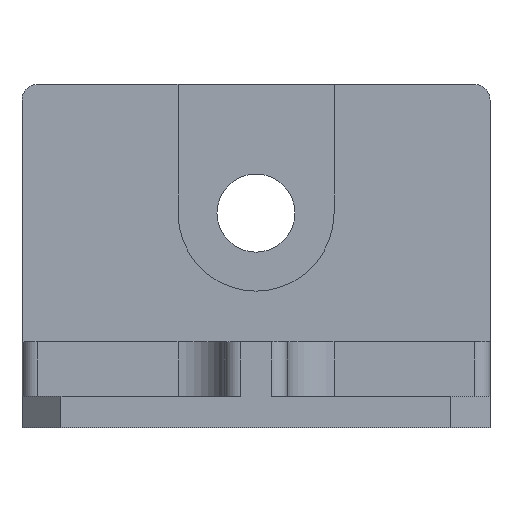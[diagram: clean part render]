
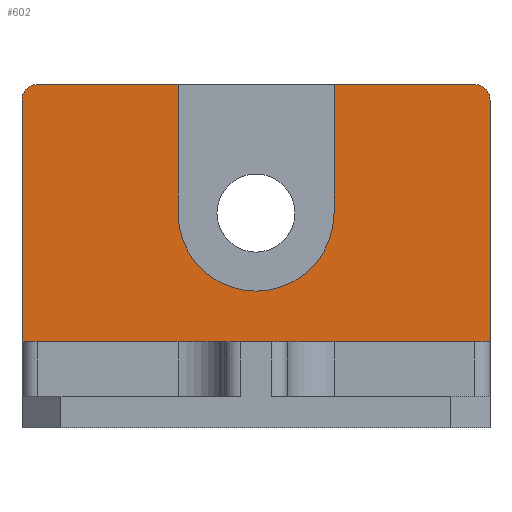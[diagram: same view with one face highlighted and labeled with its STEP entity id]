
A CAD part, front view. The second image highlights one B-rep face of the part: STEP entity #602.
In plain terms, the highlighted planar face has unit normal (0, -1, 0).
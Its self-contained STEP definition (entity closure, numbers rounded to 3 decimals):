
#18=LINE('',#883,#78);
#20=LINE('',#889,#80);
#24=LINE('',#899,#84);
#25=LINE('',#903,#85);
#26=LINE('',#905,#86);
#27=LINE('',#907,#87);
#28=LINE('',#910,#88);
#78=VECTOR('',#704,33.);
#80=VECTOR('',#708,33.);
#84=VECTOR('',#720,36.);
#85=VECTOR('',#723,62.);
#86=VECTOR('',#724,120.);
#87=VECTOR('',#725,62.);
#88=VECTOR('',#728,36.);
#138=PLANE('',#640);
#173=FACE_OUTER_BOUND('',#204,.T.);
#204=EDGE_LOOP('',(#429,#430,#431,#432,#433,#434,#435,#436,#437,#438));
#245=CIRCLE('',#641,20.);
#246=CIRCLE('',#642,4.);
#247=CIRCLE('',#643,4.);
#271=VERTEX_POINT('',#877);
#273=VERTEX_POINT('',#881);
#274=VERTEX_POINT('',#885);
#276=VERTEX_POINT('',#888);
#278=VERTEX_POINT('',#898);
#279=VERTEX_POINT('',#900);
#280=VERTEX_POINT('',#902);
#281=VERTEX_POINT('',#904);
#282=VERTEX_POINT('',#906);
#283=VERTEX_POINT('',#908);
#333=EDGE_CURVE('',#271,#273,#18,.T.);
#335=EDGE_CURVE('',#276,#274,#20,.T.);
#340=EDGE_CURVE('',#273,#276,#245,.T.);
#341=EDGE_CURVE('',#274,#278,#24,.T.);
#342=EDGE_CURVE('',#279,#278,#246,.T.);
#343=EDGE_CURVE('',#280,#279,#25,.T.);
#344=EDGE_CURVE('',#281,#280,#26,.T.);
#345=EDGE_CURVE('',#281,#282,#27,.T.);
#346=EDGE_CURVE('',#283,#282,#247,.T.);
#347=EDGE_CURVE('',#283,#271,#28,.T.);
#429=ORIENTED_EDGE('',*,*,#333,.T.);
#430=ORIENTED_EDGE('',*,*,#340,.T.);
#431=ORIENTED_EDGE('',*,*,#335,.T.);
#432=ORIENTED_EDGE('',*,*,#341,.T.);
#433=ORIENTED_EDGE('',*,*,#342,.F.);
#434=ORIENTED_EDGE('',*,*,#343,.F.);
#435=ORIENTED_EDGE('',*,*,#344,.F.);
#436=ORIENTED_EDGE('',*,*,#345,.T.);
#437=ORIENTED_EDGE('',*,*,#346,.F.);
#438=ORIENTED_EDGE('',*,*,#347,.T.);
#602=ADVANCED_FACE('',(#173),#138,.T.);
#640=AXIS2_PLACEMENT_3D('',#896,#716,#717);
#641=AXIS2_PLACEMENT_3D('',#897,#718,#719);
#642=AXIS2_PLACEMENT_3D('',#901,#721,#722);
#643=AXIS2_PLACEMENT_3D('',#909,#726,#727);
#704=DIRECTION('',(0.,0.,-1.));
#708=DIRECTION('',(0.,0.,1.));
#716=DIRECTION('center_axis',(0.,-1.,0.));
#717=DIRECTION('ref_axis',(0.,0.,-1.));
#718=DIRECTION('center_axis',(0.,1.,0.));
#719=DIRECTION('ref_axis',(-1.,0.,0.));
#720=DIRECTION('',(-1.,0.,0.));
#721=DIRECTION('center_axis',(0.,1.,0.));
#722=DIRECTION('ref_axis',(-0.707,0.,0.707));
#723=DIRECTION('',(0.,0.,1.));
#724=DIRECTION('',(-1.,0.,0.));
#725=DIRECTION('',(0.,0.,1.));
#726=DIRECTION('center_axis',(0.,1.,0.));
#727=DIRECTION('ref_axis',(0.707,0.,0.707));
#728=DIRECTION('',(-1.,0.,0.));
#877=CARTESIAN_POINT('',(20.,50.,88.));
#881=CARTESIAN_POINT('',(20.,50.,55.));
#883=CARTESIAN_POINT('',(20.,50.,38.5));
#885=CARTESIAN_POINT('',(-20.,50.,88.));
#888=CARTESIAN_POINT('',(-20.,50.,55.));
#889=CARTESIAN_POINT('',(-20.,50.,38.5));
#896=CARTESIAN_POINT('Origin',(60.,50.,22.));
#897=CARTESIAN_POINT('Origin',(0.,50.,55.));
#898=CARTESIAN_POINT('',(-56.,50.,88.));
#899=CARTESIAN_POINT('',(60.,50.,88.));
#900=CARTESIAN_POINT('',(-60.,50.,84.));
#901=CARTESIAN_POINT('Origin',(-56.,50.,84.));
#902=CARTESIAN_POINT('',(-60.,50.,22.));
#903=CARTESIAN_POINT('',(-60.,50.,22.));
#904=CARTESIAN_POINT('',(60.,50.,22.));
#905=CARTESIAN_POINT('',(30.,50.,22.));
#906=CARTESIAN_POINT('',(60.,50.,84.));
#907=CARTESIAN_POINT('',(60.,50.,22.));
#908=CARTESIAN_POINT('',(56.,50.,88.));
#909=CARTESIAN_POINT('Origin',(56.,50.,84.));
#910=CARTESIAN_POINT('',(60.,50.,88.));
